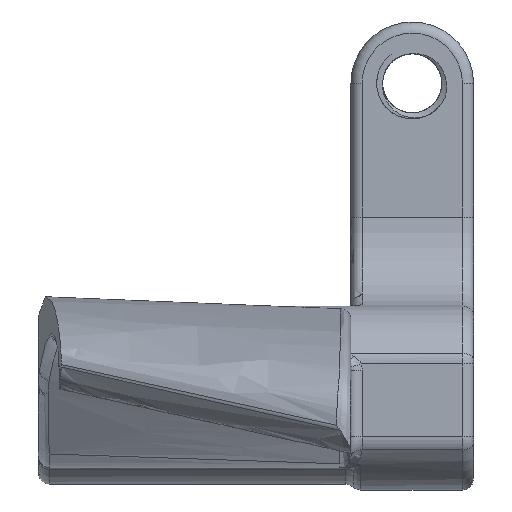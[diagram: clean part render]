
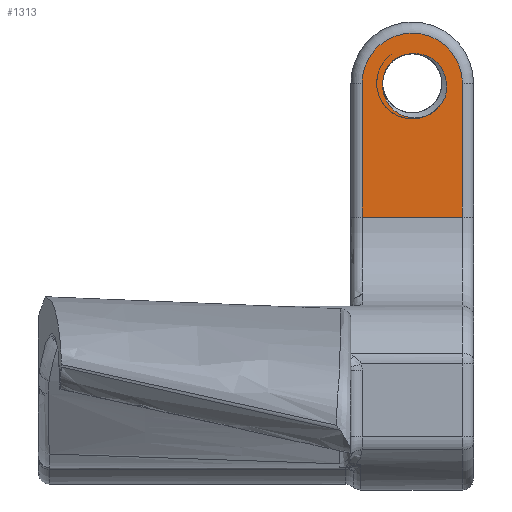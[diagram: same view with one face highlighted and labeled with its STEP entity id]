
A CAD part, top view. The second image highlights one B-rep face of the part: STEP entity #1313.
In plain terms, the highlighted planar face has unit normal (0, 0, 1).
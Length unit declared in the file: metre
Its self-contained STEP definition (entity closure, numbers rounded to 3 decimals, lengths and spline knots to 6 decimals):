
#84=CIRCLE('',#1413,0.00225);
#85=CIRCLE('',#1414,0.001325);
#86=CIRCLE('',#1415,0.001596);
#162=PLANE('',#1412);
#174=LINE('',#2237,#211);
#175=LINE('',#2239,#212);
#176=LINE('',#2241,#213);
#211=VECTOR('',#1547,1.);
#212=VECTOR('',#1548,1.);
#213=VECTOR('',#1549,1.);
#259=ORIENTED_EDGE('',*,*,#686,.T.);
#260=ORIENTED_EDGE('',*,*,#687,.T.);
#261=ORIENTED_EDGE('',*,*,#688,.F.);
#262=ORIENTED_EDGE('',*,*,#689,.T.);
#263=ORIENTED_EDGE('',*,*,#690,.T.);
#264=ORIENTED_EDGE('',*,*,#691,.F.);
#265=ORIENTED_EDGE('',*,*,#692,.T.);
#266=ORIENTED_EDGE('',*,*,#693,.T.);
#686=EDGE_CURVE('',#899,#900,#84,.F.);
#687=EDGE_CURVE('',#900,#901,#174,.T.);
#688=EDGE_CURVE('',#902,#901,#175,.T.);
#689=EDGE_CURVE('',#902,#899,#176,.F.);
#690=EDGE_CURVE('',#903,#904,#1029,.T.);
#691=EDGE_CURVE('',#905,#904,#85,.T.);
#692=EDGE_CURVE('',#905,#906,#1030,.T.);
#693=EDGE_CURVE('',#906,#903,#86,.T.);
#899=VERTEX_POINT('',#2235);
#900=VERTEX_POINT('',#2236);
#901=VERTEX_POINT('',#2238);
#902=VERTEX_POINT('',#2240);
#903=VERTEX_POINT('',#2247);
#904=VERTEX_POINT('',#2248);
#905=VERTEX_POINT('',#2250);
#906=VERTEX_POINT('',#2256);
#1029=B_SPLINE_CURVE_WITH_KNOTS('',3,(#2242,#2243,#2244,#2245,#2246),
 .UNSPECIFIED.,.F.,.F.,(4,1,4),(0.017145,0.018583,0.020021),
 .UNSPECIFIED.);
#1030=B_SPLINE_CURVE_WITH_KNOTS('',3,(#2251,#2252,#2253,#2254,#2255),
 .UNSPECIFIED.,.F.,.F.,(4,1,4),(0.005935,0.007406,
0.008876),.UNSPECIFIED.);
#1116=EDGE_LOOP('',(#259,#260,#261,#262));
#1117=EDGE_LOOP('',(#263,#264,#265,#266));
#1210=FACE_BOUND('',#1116,.T.);
#1211=FACE_BOUND('',#1117,.T.);
#1313=ADVANCED_FACE('',(#1210,#1211),#162,.F.);
#1412=AXIS2_PLACEMENT_3D('',#2233,#1543,#1544);
#1413=AXIS2_PLACEMENT_3D('',#2234,#1545,#1546);
#1414=AXIS2_PLACEMENT_3D('',#2249,#1550,#1551);
#1415=AXIS2_PLACEMENT_3D('',#2257,#1552,#1553);
#1543=DIRECTION('',(0.,0.,-1.));
#1544=DIRECTION('',(0.,1.,0.));
#1545=DIRECTION('',(0.,0.,-1.));
#1546=DIRECTION('',(0.,1.,0.));
#1547=DIRECTION('',(0.,-1.,0.));
#1548=DIRECTION('',(-1.,0.,0.));
#1549=DIRECTION('',(0.,-1.,0.));
#1550=DIRECTION('',(0.,0.,1.));
#1551=DIRECTION('',(0.,-1.,0.));
#1552=DIRECTION('',(0.,0.,-1.));
#1553=DIRECTION('',(0.,1.,0.));
#2233=CARTESIAN_POINT('',(0.012,0.014,-0.004));
#2234=CARTESIAN_POINT('',(0.00925,0.014,-0.004));
#2235=CARTESIAN_POINT('',(0.0115,0.014,-0.004));
#2236=CARTESIAN_POINT('',(0.007,0.014,-0.004));
#2237=CARTESIAN_POINT('',(0.007,0.014,-0.004));
#2238=CARTESIAN_POINT('',(0.007,0.008,-0.004));
#2239=CARTESIAN_POINT('',(0.012,0.008,-0.004));
#2240=CARTESIAN_POINT('',(0.0115,0.008,-0.004));
#2241=CARTESIAN_POINT('',(0.0115,0.014,-0.004));
#2242=CARTESIAN_POINT('',(0.009848,0.012521,-0.004));
#2243=CARTESIAN_POINT('',(0.009388,0.012378,-0.004));
#2244=CARTESIAN_POINT('',(0.008338,0.012546,-0.004));
#2245=CARTESIAN_POINT('',(0.00788,0.013525,-0.004));
#2246=CARTESIAN_POINT('',(0.007925,0.014,-0.004));
#2247=CARTESIAN_POINT('',(0.009848,0.012521,-0.004));
#2248=CARTESIAN_POINT('',(0.007925,0.014,-0.004));
#2249=CARTESIAN_POINT('',(0.00925,0.014,-0.004));
#2250=CARTESIAN_POINT('',(0.00925,0.015325,-0.004));
#2251=CARTESIAN_POINT('',(0.00925,0.015325,-0.004));
#2252=CARTESIAN_POINT('',(0.009733,0.015378,-0.004));
#2253=CARTESIAN_POINT('',(0.010715,0.0149,-0.004));
#2254=CARTESIAN_POINT('',(0.010868,0.013841,-0.004));
#2255=CARTESIAN_POINT('',(0.010721,0.013381,-0.004));
#2256=CARTESIAN_POINT('',(0.010721,0.013381,-0.004));
#2257=CARTESIAN_POINT('',(0.00925,0.014,-0.004));
